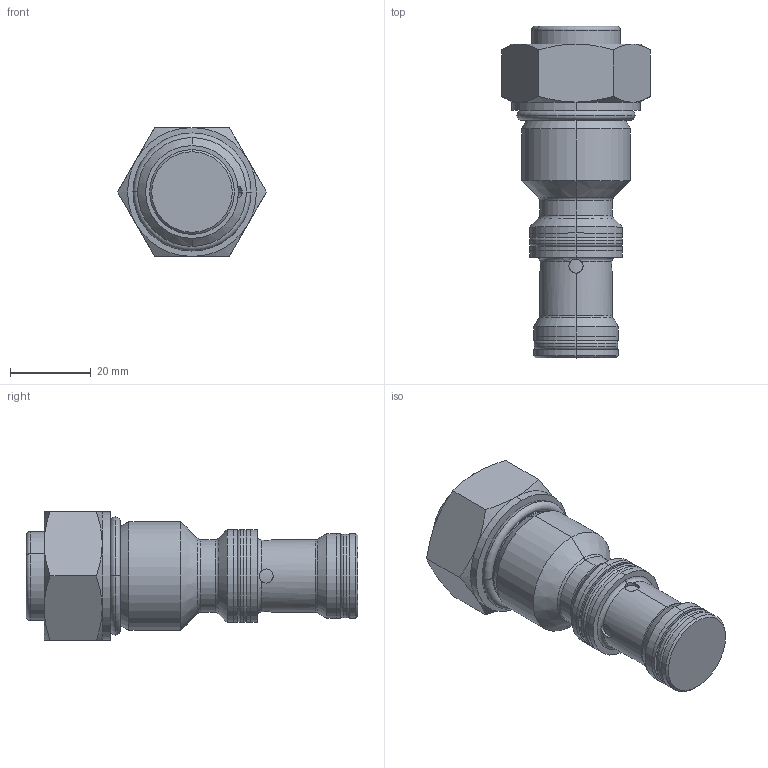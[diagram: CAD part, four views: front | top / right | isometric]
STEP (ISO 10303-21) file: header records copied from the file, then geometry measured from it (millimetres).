
FILE_DESCRIPTION (( 'STEP AP214' ), '1' );
FILE_NAME ('601.027_Kunde.STEP', '2017-03-15T09:00:07', ( 'User' ), ( '' ), 'SwSTEP 2.0', 'SolidWorks 2016', '' );
FILE_SCHEMA (( 'AUTOMOTIVE_DESIGN' ));
Length unit declared in the file: millimetre
Products named in the file (1): 601.027_Kunde
Bounding box: 36.95 x 82.4 x 32 mm (x, y, z)
Volume: 38674.8 mm3; surface area: 14188.8 mm2
Topology: 9 solids, 9 shells, 170 faces, 356 edges, 210 vertices
Faces by surface type: cylinder 75, plane 35, cone 30, torus 30
Entity records: 7102 total; most frequent: CARTESIAN_POINT 1447, DIRECTION 824, ORIENTED_EDGE 712, AXIS2_PLACEMENT_3D 359, EDGE_CURVE 356, VERTEX_POINT 210, EDGE_LOOP 190, CIRCLE 188
